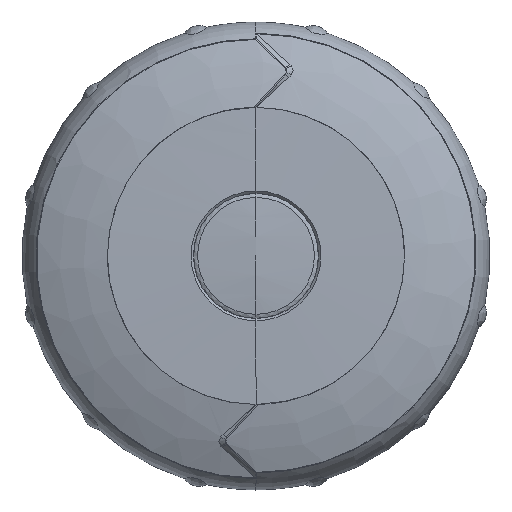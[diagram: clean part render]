
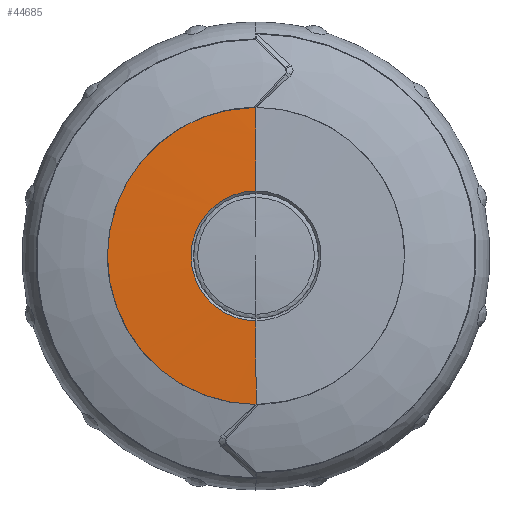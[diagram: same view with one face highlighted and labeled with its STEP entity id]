
A CAD part, top view. The second image highlights one B-rep face of the part: STEP entity #44685.
In plain terms, the highlighted spherical face has radius 515.889 mm.
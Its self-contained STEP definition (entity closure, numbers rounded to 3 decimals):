
#41428=CARTESIAN_POINT('',(0.,19.,
-0.35));
#41465=CARTESIAN_POINT('',(0.,0.,-515.889));
#41466=DIRECTION('',(-1.,0.,0.));
#41467=DIRECTION('',(0.,0.016,1.));
#41468=AXIS2_PLACEMENT_3D('',#41465,#41466,#41467);
#41488=CARTESIAN_POINT('',(0.,0.,-0.067));
#41489=DIRECTION('',(0.,0.,1.));
#41490=DIRECTION('',(0.,1.,0.));
#41491=AXIS2_PLACEMENT_3D('',#41488,#41489,#41490);
#41493=CARTESIAN_POINT('',(0.,0.,-515.889));
#41494=DIRECTION('',(1.,0.,0.));
#41495=DIRECTION('',(0.,-0.016,1.));
#41496=AXIS2_PLACEMENT_3D('',#41493,#41494,#41495);
#41498=CARTESIAN_POINT('',(0.,0.,-0.35));
#41499=DIRECTION('',(0.,0.,-1.));
#41500=DIRECTION('',(0.,-1.,0.));
#41501=AXIS2_PLACEMENT_3D('',#41498,#41499,#41500);
#41503=CARTESIAN_POINT('',(0.,0.,-0.35));
#41504=DIRECTION('',(0.,0.,-1.));
#41505=DIRECTION('',(-1.,0.,0.));
#41506=AXIS2_PLACEMENT_3D('',#41503,#41504,#41505);
#41508=CARTESIAN_POINT('',(0.,-19.,
-0.35));
#43300=VERTEX_POINT('',#41508);
#43365=VERTEX_POINT('',#41428);
#43379=CARTESIAN_POINT('',(0.,-8.299,-0.067));
#43380=CARTESIAN_POINT('',(0.,8.299,-0.067));
#43381=VERTEX_POINT('',#43379);
#43382=VERTEX_POINT('',#43380);
#43387=CARTESIAN_POINT('',(-19.,0.,-0.35));
#43388=VERTEX_POINT('',#43387);
#44671=CARTESIAN_POINT('',(0.,0.,-515.889));
#44672=DIRECTION('',(0.,-0.016,1.));
#44673=DIRECTION('',(0.,1.,0.016));
#44674=AXIS2_PLACEMENT_3D('',#44671,#44672,#44673);
#44675=SPHERICAL_SURFACE('',#44674,515.889);
#44676=ORIENTED_EDGE('',*,*,#44662,.T.);
#44677=ORIENTED_EDGE('',*,*,#44637,.T.);
#44679=ORIENTED_EDGE('',*,*,#44678,.T.);
#44681=ORIENTED_EDGE('',*,*,#44680,.T.);
#44682=ORIENTED_EDGE('',*,*,#44633,.F.);
#44683=EDGE_LOOP('',(#44676,#44677,#44679,#44681,#44682));
#44684=FACE_OUTER_BOUND('',#44683,.F.);
#44685=ADVANCED_FACE('',(#44684),#44675,.T.);
#41469=CIRCLE('',#41468,515.889);
#41492=CIRCLE('',#41491,8.299);
#41497=CIRCLE('',#41496,515.889);
#41502=CIRCLE('',#41501,19.);
#41507=CIRCLE('',#41506,19.);
#44633=EDGE_CURVE('',#43382,#43365,#41469,.T.);
#44637=EDGE_CURVE('',#43381,#43300,#41497,.T.);
#44662=EDGE_CURVE('',#43382,#43381,#41492,.T.);
#44678=EDGE_CURVE('',#43300,#43388,#41502,.T.);
#44680=EDGE_CURVE('',#43388,#43365,#41507,.T.);
